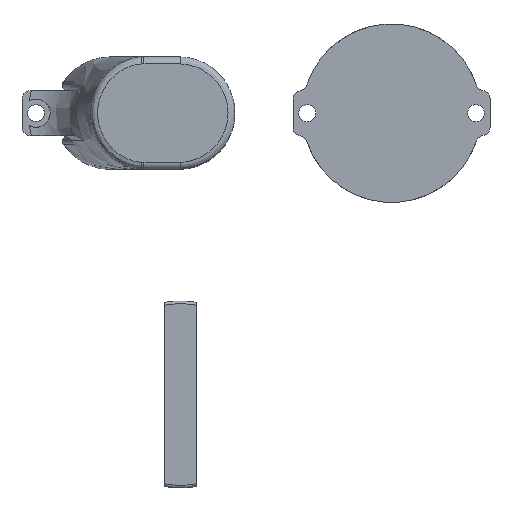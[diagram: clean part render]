
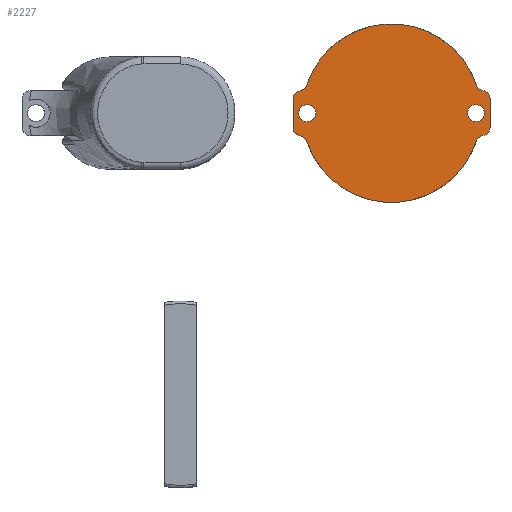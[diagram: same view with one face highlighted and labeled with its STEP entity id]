
A CAD part, front view. The second image highlights one B-rep face of the part: STEP entity #2227.
In plain terms, the highlighted planar face has unit normal (0, -1, 0).
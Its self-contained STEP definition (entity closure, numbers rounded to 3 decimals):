
#24=FACE_BOUND('',#633,.T.);
#25=FACE_BOUND('',#634,.T.);
#72=PLANE('',#2457);
#173=LINE('',#4534,#330);
#188=LINE('',#4590,#345);
#330=VECTOR('',#2824,10.);
#345=VECTOR('',#2873,10.);
#505=FACE_OUTER_BOUND('',#632,.T.);
#632=EDGE_LOOP('',(#1878,#1879,#1880,#1881,#1882,#1883,#1884,#1885,#1886,
#1887,#1888,#1889));
#633=EDGE_LOOP('',(#1890));
#634=EDGE_LOOP('',(#1891));
#755=CIRCLE('',#2437,31.75);
#756=CIRCLE('',#2440,31.75);
#761=CIRCLE('',#2452,3.);
#762=CIRCLE('',#2454,3.);
#763=CIRCLE('',#2456,3.);
#764=CIRCLE('',#2458,3.);
#765=CIRCLE('',#2459,3.);
#766=CIRCLE('',#2460,3.);
#767=CIRCLE('',#2461,3.);
#768=CIRCLE('',#2462,3.);
#769=CIRCLE('',#2463,3.);
#770=CIRCLE('',#2464,3.);
#968=VERTEX_POINT('',#4531);
#969=VERTEX_POINT('',#4533);
#992=VERTEX_POINT('',#4587);
#993=VERTEX_POINT('',#4589);
#1012=VERTEX_POINT('',#4646);
#1013=VERTEX_POINT('',#4648);
#1014=VERTEX_POINT('',#4654);
#1015=VERTEX_POINT('',#4656);
#1020=VERTEX_POINT('',#4681);
#1021=VERTEX_POINT('',#4687);
#1022=VERTEX_POINT('',#4692);
#1023=VERTEX_POINT('',#4695);
#1024=VERTEX_POINT('',#4698);
#1025=VERTEX_POINT('',#4700);
#1248=EDGE_CURVE('',#969,#968,#173,.T.);
#1276=EDGE_CURVE('',#993,#992,#188,.T.);
#1306=EDGE_CURVE('',#1012,#1013,#755,.T.);
#1310=EDGE_CURVE('',#1014,#1015,#756,.T.);
#1323=EDGE_CURVE('',#1012,#1020,#761,.F.);
#1325=EDGE_CURVE('',#993,#1020,#762,.T.);
#1327=EDGE_CURVE('',#1021,#992,#763,.T.);
#1328=EDGE_CURVE('',#1015,#1021,#764,.T.);
#1329=EDGE_CURVE('',#1014,#1022,#765,.F.);
#1330=EDGE_CURVE('',#969,#1022,#766,.T.);
#1331=EDGE_CURVE('',#1023,#968,#767,.T.);
#1332=EDGE_CURVE('',#1013,#1023,#768,.T.);
#1333=EDGE_CURVE('',#1024,#1024,#769,.T.);
#1334=EDGE_CURVE('',#1025,#1025,#770,.T.);
#1878=ORIENTED_EDGE('',*,*,#1325,.F.);
#1879=ORIENTED_EDGE('',*,*,#1276,.T.);
#1880=ORIENTED_EDGE('',*,*,#1327,.F.);
#1881=ORIENTED_EDGE('',*,*,#1328,.F.);
#1882=ORIENTED_EDGE('',*,*,#1310,.F.);
#1883=ORIENTED_EDGE('',*,*,#1329,.T.);
#1884=ORIENTED_EDGE('',*,*,#1330,.F.);
#1885=ORIENTED_EDGE('',*,*,#1248,.T.);
#1886=ORIENTED_EDGE('',*,*,#1331,.F.);
#1887=ORIENTED_EDGE('',*,*,#1332,.F.);
#1888=ORIENTED_EDGE('',*,*,#1306,.F.);
#1889=ORIENTED_EDGE('',*,*,#1323,.T.);
#1890=ORIENTED_EDGE('',*,*,#1333,.T.);
#1891=ORIENTED_EDGE('',*,*,#1334,.T.);
#2227=ADVANCED_FACE('',(#505,#24,#25),#72,.F.);
#2437=AXIS2_PLACEMENT_3D('',#4649,#2937,#2938);
#2440=AXIS2_PLACEMENT_3D('',#4657,#2946,#2947);
#2452=AXIS2_PLACEMENT_3D('',#4682,#2978,#2979);
#2454=AXIS2_PLACEMENT_3D('',#4685,#2983,#2984);
#2456=AXIS2_PLACEMENT_3D('',#4689,#2988,#2989);
#2457=AXIS2_PLACEMENT_3D('',#4690,#2990,#2991);
#2458=AXIS2_PLACEMENT_3D('',#4691,#2992,#2993);
#2459=AXIS2_PLACEMENT_3D('',#4693,#2994,#2995);
#2460=AXIS2_PLACEMENT_3D('',#4694,#2996,#2997);
#2461=AXIS2_PLACEMENT_3D('',#4696,#2998,#2999);
#2462=AXIS2_PLACEMENT_3D('',#4697,#3000,#3001);
#2463=AXIS2_PLACEMENT_3D('',#4699,#3002,#3003);
#2464=AXIS2_PLACEMENT_3D('',#4701,#3004,#3005);
#2824=DIRECTION('',(0.,0.,1.));
#2873=DIRECTION('',(0.,0.,-1.));
#2937=DIRECTION('center_axis',(0.,1.,0.));
#2938=DIRECTION('ref_axis',(1.,0.,0.));
#2946=DIRECTION('center_axis',(0.,1.,0.));
#2947=DIRECTION('ref_axis',(1.,0.,0.));
#2978=DIRECTION('center_axis',(0.,-1.,0.));
#2979=DIRECTION('ref_axis',(-0.165,0.,0.986));
#2983=DIRECTION('center_axis',(0.,1.,0.));
#2984=DIRECTION('ref_axis',(-0.707,0.,0.707));
#2988=DIRECTION('center_axis',(0.,1.,0.));
#2989=DIRECTION('ref_axis',(1.,0.,0.));
#2990=DIRECTION('center_axis',(0.,1.,0.));
#2991=DIRECTION('ref_axis',(1.,0.,0.));
#2992=DIRECTION('center_axis',(0.,-1.,0.));
#2993=DIRECTION('ref_axis',(0.585,0.,0.811));
#2994=DIRECTION('center_axis',(0.,-1.,0.));
#2995=DIRECTION('ref_axis',(0.165,0.,-0.986));
#2996=DIRECTION('center_axis',(0.,1.,0.));
#2997=DIRECTION('ref_axis',(0.707,0.,-0.707));
#2998=DIRECTION('center_axis',(0.,1.,0.));
#2999=DIRECTION('ref_axis',(-1.,0.,0.));
#3000=DIRECTION('center_axis',(0.,-1.,0.));
#3001=DIRECTION('ref_axis',(-0.585,0.,-0.811));
#3002=DIRECTION('center_axis',(0.,1.,0.));
#3003=DIRECTION('ref_axis',(-1.,0.,0.));
#3004=DIRECTION('center_axis',(0.,1.,0.));
#3005=DIRECTION('ref_axis',(-1.,0.,0.));
#4531=CARTESIAN_POINT('',(110.,0.,5.078));
#4533=CARTESIAN_POINT('',(110.,0.,-5.));
#4534=CARTESIAN_POINT('',(110.,0.,-8.));
#4587=CARTESIAN_POINT('',(40.,0.,-5.078));
#4589=CARTESIAN_POINT('',(40.,0.,5.));
#4590=CARTESIAN_POINT('',(40.,0.,8.));
#4646=CARTESIAN_POINT('',(44.858,0.,9.975));
#4648=CARTESIAN_POINT('',(105.117,0.,10.05));
#4649=CARTESIAN_POINT('Origin',(75.,0.,0.));
#4654=CARTESIAN_POINT('',(105.142,0.,-9.975));
#4656=CARTESIAN_POINT('',(44.883,0.,-10.05));
#4657=CARTESIAN_POINT('Origin',(75.,0.,0.));
#4681=CARTESIAN_POINT('',(42.505,0.,7.959));
#4682=CARTESIAN_POINT('Origin',(42.01,0.,10.918));
#4685=CARTESIAN_POINT('Origin',(43.,0.,5.));
#4687=CARTESIAN_POINT('',(42.518,0.,-8.039));
#4689=CARTESIAN_POINT('Origin',(43.,0.,-5.078));
#4690=CARTESIAN_POINT('Origin',(75.,0.,0.));
#4691=CARTESIAN_POINT('Origin',(42.037,0.,-11.));
#4692=CARTESIAN_POINT('',(107.495,0.,-7.959));
#4693=CARTESIAN_POINT('Origin',(107.99,0.,-10.918));
#4694=CARTESIAN_POINT('Origin',(107.,0.,-5.));
#4695=CARTESIAN_POINT('',(107.482,0.,8.039));
#4696=CARTESIAN_POINT('Origin',(107.,0.,5.078));
#4697=CARTESIAN_POINT('Origin',(107.963,0.,11.));
#4698=CARTESIAN_POINT('',(108.,0.,0.));
#4699=CARTESIAN_POINT('Origin',(105.,0.,0.));
#4700=CARTESIAN_POINT('',(48.,0.,0.));
#4701=CARTESIAN_POINT('Origin',(45.,0.,0.));
